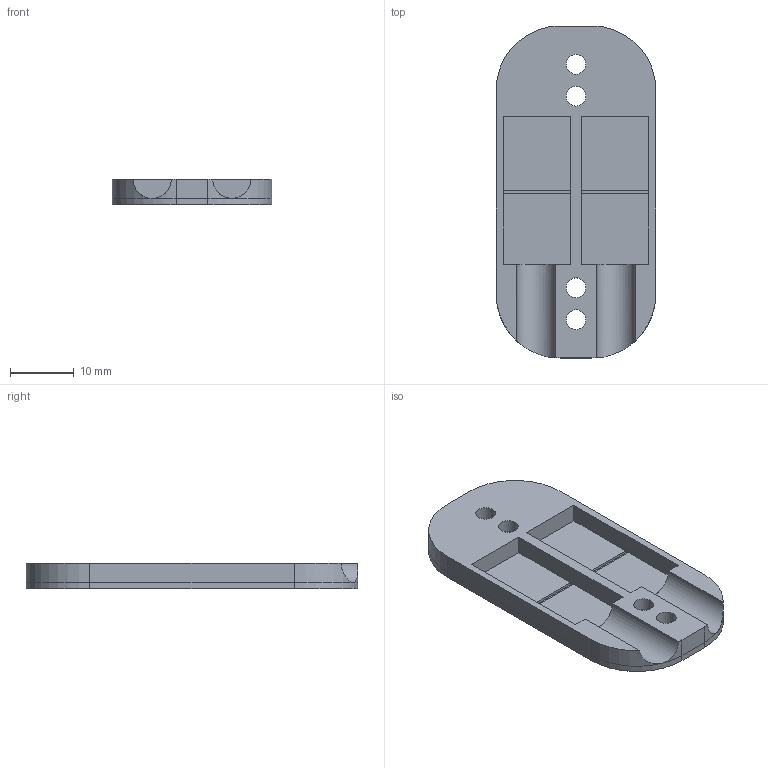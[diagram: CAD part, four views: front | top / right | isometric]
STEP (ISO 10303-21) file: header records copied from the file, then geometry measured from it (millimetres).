
FILE_DESCRIPTION(('FreeCAD Model'),'2;1');
FILE_NAME('Open CASCADE Shape Model','2022-02-11T09:44:50',('Author'),( ''),'Open CASCADE STEP processor 7.5','FreeCAD','Unknown');
FILE_SCHEMA(('AUTOMOTIVE_DESIGN { 1 0 10303 214 1 1 1 1 }'));
Length unit declared in the file: millimetre
Products named in the file (1): YLimitHousingBottom
Bounding box: 25 x 52 x 4 mm (x, y, z)
Volume: 2801.7 mm3; surface area: 3561.6 mm2
Topology: 1 solids, 1 shells, 56 faces, 134 edges, 82 vertices
Faces by surface type: plane 36, cylinder 20
Full cylindrical faces by diameter (mm): 3.1 x6, 6 x2
Entity records: 3700 total; most frequent: CARTESIAN_POINT 925, DIRECTION 522, LINE 318, VECTOR 318, ORIENTED_EDGE 268, PCURVE 268, DEFINITIONAL_REPRESENTATION 268, EDGE_CURVE 134
